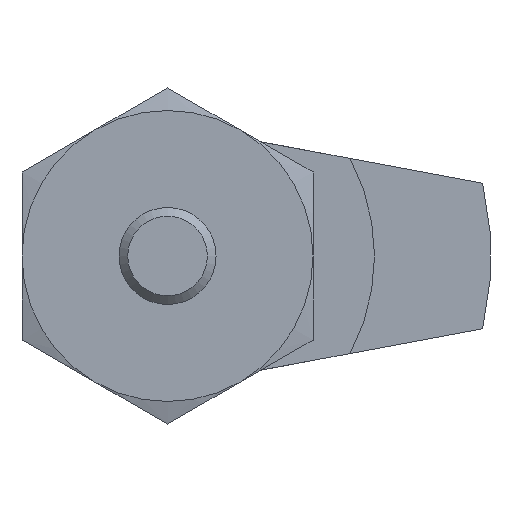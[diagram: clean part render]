
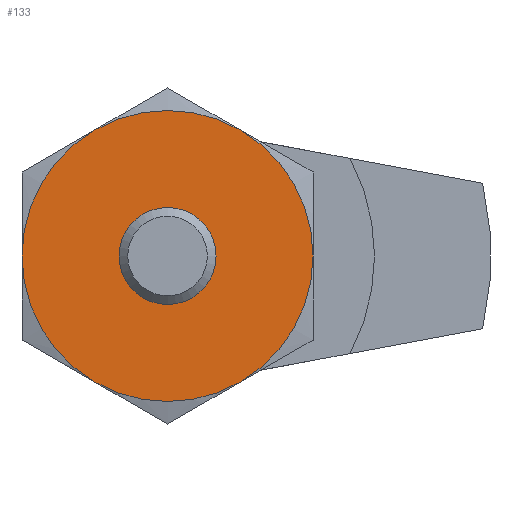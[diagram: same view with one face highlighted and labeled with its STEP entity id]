
A CAD part, front view. The second image highlights one B-rep face of the part: STEP entity #133.
In plain terms, the highlighted planar face has unit normal (0, -1, 0).
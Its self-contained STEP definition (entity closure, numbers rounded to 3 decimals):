
#133 = ADVANCED_FACE( '', ( #283, #284 ), #285, .F. );
#283 = FACE_BOUND( '', #446, .T. );
#284 = FACE_OUTER_BOUND( '', #447, .T. );
#285 = PLANE( '', #448 );
#446 = EDGE_LOOP( '', ( #748 ) );
#447 = EDGE_LOOP( '', ( #749, #750, #751, #752, #753, #754 ) );
#448 = AXIS2_PLACEMENT_3D( '', #755, #756, #757 );
#748 = ORIENTED_EDGE( '', *, *, #946, .F. );
#749 = ORIENTED_EDGE( '', *, *, #953, .T. );
#750 = ORIENTED_EDGE( '', *, *, #983, .T. );
#751 = ORIENTED_EDGE( '', *, *, #930, .T. );
#752 = ORIENTED_EDGE( '', *, *, #940, .T. );
#753 = ORIENTED_EDGE( '', *, *, #984, .T. );
#754 = ORIENTED_EDGE( '', *, *, #985, .T. );
#755 = CARTESIAN_POINT( '', ( 18., 0., 0. ) );
#756 = DIRECTION( '', ( 0., 1., 0. ) );
#757 = DIRECTION( '', ( 0., 0., 1. ) );
#930 = EDGE_CURVE( '', #1106, #1053, #1107, .T. );
#940 = EDGE_CURVE( '', #1053, #1120, #1122, .T. );
#946 = EDGE_CURVE( '', #1130, #1130, #1131, .T. );
#953 = EDGE_CURVE( '', #1088, #1141, #1142, .T. );
#983 = EDGE_CURVE( '', #1141, #1106, #1179, .T. );
#984 = EDGE_CURVE( '', #1120, #1110, #1180, .T. );
#985 = EDGE_CURVE( '', #1110, #1088, #1181, .T. );
#1053 = VERTEX_POINT( '', #1287 );
#1088 = VERTEX_POINT( '', #1362 );
#1106 = VERTEX_POINT( '', #1401 );
#1107 = CIRCLE( '', #1402, 18. );
#1110 = VERTEX_POINT( '', #1410 );
#1120 = VERTEX_POINT( '', #1441 );
#1122 = CIRCLE( '', #1448, 18. );
#1130 = VERTEX_POINT( '', #1461 );
#1131 = CIRCLE( '', #1462, 4.7 );
#1141 = VERTEX_POINT( '', #1476 );
#1142 = CIRCLE( '', #1477, 18. );
#1179 = CIRCLE( '', #1542, 18. );
#1180 = CIRCLE( '', #1543, 18. );
#1181 = CIRCLE( '', #1544, 18. );
#1287 = CARTESIAN_POINT( '', ( -9., 0., 15.588 ) );
#1362 = CARTESIAN_POINT( '', ( 9., 0., -15.588 ) );
#1401 = CARTESIAN_POINT( '', ( 9., 0., 15.588 ) );
#1402 = AXIS2_PLACEMENT_3D( '', #1642, #1643, #1644 );
#1410 = CARTESIAN_POINT( '', ( -9., 0., -15.588 ) );
#1441 = CARTESIAN_POINT( '', ( -18., 0., 0. ) );
#1448 = AXIS2_PLACEMENT_3D( '', #1646, #1647, #1648 );
#1461 = CARTESIAN_POINT( '', ( 0., 0., -4.7 ) );
#1462 = AXIS2_PLACEMENT_3D( '', #1655, #1656, #1657 );
#1476 = CARTESIAN_POINT( '', ( 18., 0., 0. ) );
#1477 = AXIS2_PLACEMENT_3D( '', #1662, #1663, #1664 );
#1542 = AXIS2_PLACEMENT_3D( '', #1692, #1693, #1694 );
#1543 = AXIS2_PLACEMENT_3D( '', #1695, #1696, #1697 );
#1544 = AXIS2_PLACEMENT_3D( '', #1698, #1699, #1700 );
#1642 = CARTESIAN_POINT( '', ( 0., 0., 0. ) );
#1643 = DIRECTION( '', ( 0., -1., 0. ) );
#1644 = DIRECTION( '', ( 0., 0., -1. ) );
#1646 = CARTESIAN_POINT( '', ( 0., 0., 0. ) );
#1647 = DIRECTION( '', ( 0., -1., 0. ) );
#1648 = DIRECTION( '', ( 0., 0., -1. ) );
#1655 = CARTESIAN_POINT( '', ( 0., 0., 0. ) );
#1656 = DIRECTION( '', ( 0., -1., 0. ) );
#1657 = DIRECTION( '', ( 0., 0., -1. ) );
#1662 = CARTESIAN_POINT( '', ( 0., 0., 0. ) );
#1663 = DIRECTION( '', ( 0., -1., 0. ) );
#1664 = DIRECTION( '', ( 0., 0., -1. ) );
#1692 = CARTESIAN_POINT( '', ( 0., 0., 0. ) );
#1693 = DIRECTION( '', ( 0., -1., 0. ) );
#1694 = DIRECTION( '', ( 0., 0., -1. ) );
#1695 = CARTESIAN_POINT( '', ( 0., 0., 0. ) );
#1696 = DIRECTION( '', ( 0., -1., 0. ) );
#1697 = DIRECTION( '', ( 0., 0., -1. ) );
#1698 = CARTESIAN_POINT( '', ( 0., 0., 0. ) );
#1699 = DIRECTION( '', ( 0., -1., 0. ) );
#1700 = DIRECTION( '', ( 0., 0., -1. ) );
